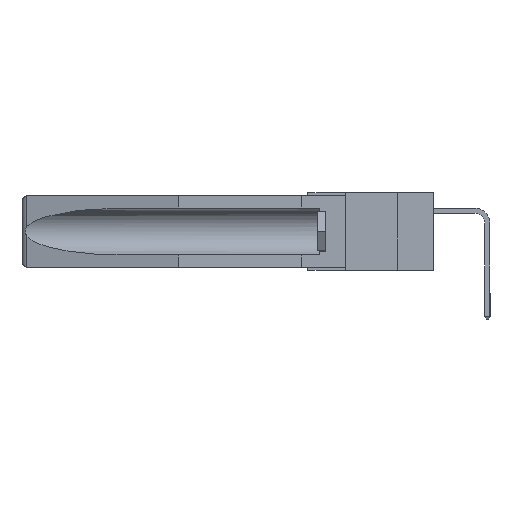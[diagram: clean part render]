
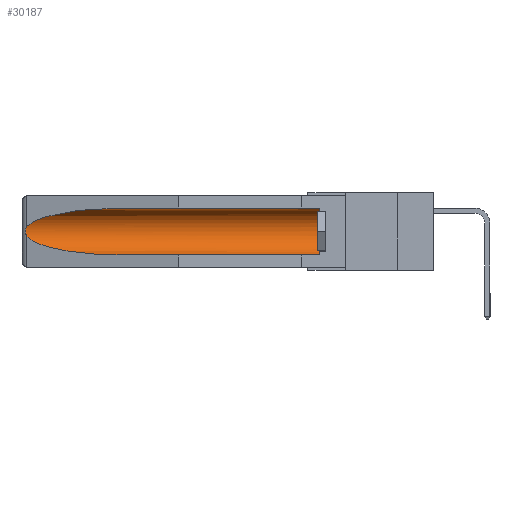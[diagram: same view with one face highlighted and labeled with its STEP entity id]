
A CAD part, left-side view. The second image highlights one B-rep face of the part: STEP entity #30187.
In plain terms, the highlighted cylindrical face has radius 2.857 mm (diameter 5.715 mm), a partial arc.
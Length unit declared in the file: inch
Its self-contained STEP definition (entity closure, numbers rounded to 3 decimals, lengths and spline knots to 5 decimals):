
#1572 = DIRECTION ( 'NONE',  ( 0., 0., 1. ) ) ;
#1581 = CARTESIAN_POINT ( 'NONE',  ( 0.26537, 1.52718, -0.19328 ) ) ;
#1887 = FACE_OUTER_BOUND ( 'NONE', #13693, .T. ) ;
#1959 = CARTESIAN_POINT ( 'NONE',  ( 0.26537, 1.52718, -0.19328 ) ) ;
#2014 = CARTESIAN_POINT ( 'NONE',  ( 0.26537, 1.52718, -0.14972 ) ) ;
#2391 = EDGE_CURVE ( 'NONE', #11083, #21813, #20534, .T. ) ;
#2585 = DIRECTION ( 'NONE',  ( 0., -1., 0. ) ) ;
#2802 = EDGE_CURVE ( 'NONE', #11083, #15445, #10396, .T. ) ;
#3633 = ORIENTED_EDGE ( 'NONE', *, *, #2802, .T. ) ;
#3993 = CARTESIAN_POINT ( 'NONE',  ( 0.26537, 1.52718, -0.14972 ) ) ;
#4048 = VERTEX_POINT ( 'NONE', #28030 ) ;
#4198 = DIRECTION ( 'NONE',  ( 0., 1., 0. ) ) ;
#4401 = ORIENTED_EDGE ( 'NONE', *, *, #24191, .T. ) ;
#5367 = ORIENTED_EDGE ( 'NONE', *, *, #19340, .T. ) ;
#5723 = AXIS2_PLACEMENT_3D ( 'NONE', #11391, #4198, #1572 ) ;
#6618 = CARTESIAN_POINT ( 'NONE',  ( 0.26654, 1.53092, -0.15636 ) ) ;
#6832 = CARTESIAN_POINT ( 'NONE',  ( 0.2673, 1.5327, -0.16383 ) ) ;
#7590 = VECTOR ( 'NONE', #12789, 39.37008 ) ;
#9455 = LINE ( 'NONE', #15069, #7590 ) ;
#9538 = CARTESIAN_POINT ( 'NONE',  ( 0.26537, 1.52718, -0.19328 ) ) ;
#9894 = VERTEX_POINT ( 'NONE', #9538 ) ;
#10396 = CIRCLE ( 'NONE', #30417, 0.1125 ) ;
#11083 = VERTEX_POINT ( 'NONE', #30024 ) ;
#11391 = CARTESIAN_POINT ( 'NONE',  ( 0.155, -0.30754, -0.1715 ) ) ;
#11398 = CARTESIAN_POINT ( 'NONE',  ( 0.26655, 1.53094, -0.18657 ) ) ;
#12612 = CARTESIAN_POINT ( 'NONE',  ( 0.25451, 1.48313, -0.09465 ) ) ;
#12789 = DIRECTION ( 'NONE',  ( 0., 1., 0. ) ) ;
#13693 = EDGE_LOOP ( 'NONE', ( #4401, #27704, #18956, #14875, #3633, #5367 ) ) ;
#14875 = ORIENTED_EDGE ( 'NONE', *, *, #2391, .F. ) ;
#15069 = CARTESIAN_POINT ( 'NONE',  ( 0.155, -0.30754, -0.059 ) ) ;
#15445 = VERTEX_POINT ( 'NONE', #29672 ) ;
#16298 = CARTESIAN_POINT ( 'NONE',  ( 0.2675, 1.53308, -0.16763 ) ) ;
#16500 =( BOUNDED_CURVE ( )  B_SPLINE_CURVE ( 3, ( #17419, #21892, #12612, #22195 ),
 .UNSPECIFIED., .F., .F. ) 
 B_SPLINE_CURVE_WITH_KNOTS ( ( 4, 4 ),
 ( 4.71239, 6.08839 ),
 .UNSPECIFIED. ) 
 CURVE ( )  GEOMETRIC_REPRESENTATION_ITEM ( )  RATIONAL_B_SPLINE_CURVE ( ( 1., 0.848, 0.848, 1. ) ) 
 REPRESENTATION_ITEM ( '' )  );
#16894 = CARTESIAN_POINT ( 'NONE',  ( 0.155, 0.126, -0.1715 ) ) ;
#17419 = CARTESIAN_POINT ( 'NONE',  ( 0.155, 1.07973, -0.059 ) ) ;
#18453 = CARTESIAN_POINT ( 'NONE',  ( 0.25451, 1.48313, -0.24835 ) ) ;
#18956 = ORIENTED_EDGE ( 'NONE', *, *, #25772, .T. ) ;
#19267 = DIRECTION ( 'NONE',  ( 0., 0., 1. ) ) ;
#19340 = EDGE_CURVE ( 'NONE', #15445, #4048, #9455, .T. ) ;
#20324 = VERTEX_POINT ( 'NONE', #2014 ) ;
#20534 = LINE ( 'NONE', #30710, #24233 ) ;
#21432 = CARTESIAN_POINT ( 'NONE',  ( 0.155, 1.07973, -0.284 ) ) ;
#21639 = DIRECTION ( 'NONE',  ( 0., 1., 0. ) ) ;
#21813 = VERTEX_POINT ( 'NONE', #21432 ) ;
#21892 = CARTESIAN_POINT ( 'NONE',  ( 0.21114, 1.30732, -0.059 ) ) ;
#22195 = CARTESIAN_POINT ( 'NONE',  ( 0.26537, 1.52718, -0.14972 ) ) ;
#22212 = EDGE_CURVE ( 'NONE', #20324, #9894, #23344, .T. ) ;
#22951 =( BOUNDED_CURVE ( )  B_SPLINE_CURVE ( 3, ( #1959, #18453, #28189, #23232 ),
 .UNSPECIFIED., .F., .F. ) 
 B_SPLINE_CURVE_WITH_KNOTS ( ( 4, 4 ),
 ( 0.1948, 1.5708 ),
 .UNSPECIFIED. ) 
 CURVE ( )  GEOMETRIC_REPRESENTATION_ITEM ( )  RATIONAL_B_SPLINE_CURVE ( ( 1., 0.848, 0.848, 1. ) ) 
 REPRESENTATION_ITEM ( '' )  );
#23232 = CARTESIAN_POINT ( 'NONE',  ( 0.155, 1.07973, -0.284 ) ) ;
#23344 = B_SPLINE_CURVE_WITH_KNOTS ( 'NONE', 3,
 ( #3993, #25613, #6618, #6832, #16298, #23361, #23465, #11398, #28024, #1581 ),
 .UNSPECIFIED., .F., .F.,
 ( 4, 2, 2, 2, 4 ),
 ( 0., 0.00029, 0.00058, 0.00087, 0.00117 ),
 .UNSPECIFIED. ) ;
#23361 = CARTESIAN_POINT ( 'NONE',  ( 0.2675, 1.53308, -0.17534 ) ) ;
#23465 = CARTESIAN_POINT ( 'NONE',  ( 0.2673, 1.53269, -0.17917 ) ) ;
#24191 = EDGE_CURVE ( 'NONE', #4048, #20324, #16500, .T. ) ;
#24233 = VECTOR ( 'NONE', #21639, 39.37008 ) ;
#25613 = CARTESIAN_POINT ( 'NONE',  ( 0.26597, 1.52961, -0.15275 ) ) ;
#25772 = EDGE_CURVE ( 'NONE', #9894, #21813, #22951, .T. ) ;
#27704 = ORIENTED_EDGE ( 'NONE', *, *, #22212, .T. ) ;
#28024 = CARTESIAN_POINT ( 'NONE',  ( 0.26597, 1.5296, -0.19026 ) ) ;
#28030 = CARTESIAN_POINT ( 'NONE',  ( 0.155, 1.07973, -0.059 ) ) ;
#28189 = CARTESIAN_POINT ( 'NONE',  ( 0.21114, 1.30732, -0.284 ) ) ;
#29081 = CYLINDRICAL_SURFACE ( 'NONE', #5723, 0.1125 ) ;
#29672 = CARTESIAN_POINT ( 'NONE',  ( 0.155, 0.126, -0.059 ) ) ;
#30024 = CARTESIAN_POINT ( 'NONE',  ( 0.155, 0.126, -0.284 ) ) ;
#30187 = ADVANCED_FACE ( 'NONE', ( #1887 ), #29081, .F. ) ;
#30417 = AXIS2_PLACEMENT_3D ( 'NONE', #16894, #2585, #19267 ) ;
#30710 = CARTESIAN_POINT ( 'NONE',  ( 0.155, -0.30754, -0.284 ) ) ;
